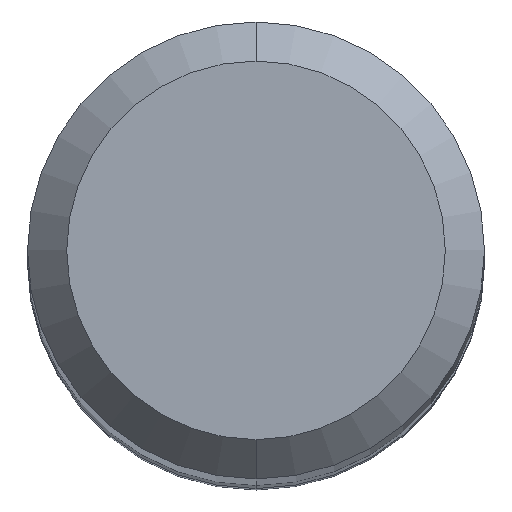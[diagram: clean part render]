
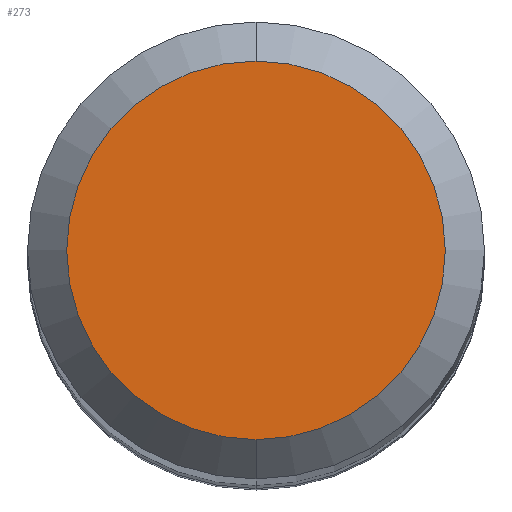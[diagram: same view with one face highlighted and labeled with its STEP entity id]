
A CAD part, top view. The second image highlights one B-rep face of the part: STEP entity #273.
In plain terms, the highlighted planar face has unit normal (0, 0, 1).
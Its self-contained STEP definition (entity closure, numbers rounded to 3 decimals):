
#155=VERTEX_POINT('',#387);
#175=EDGE_CURVE('',#261,#155,#411,.T.);
#219=EDGE_CURVE('',#155,#261,#457,.T.);
#261=VERTEX_POINT('',#504);
#273=ADVANCED_FACE('',(#517),#518,.T.);
#387=CARTESIAN_POINT('',(0.0,1.45,0.0));
#411=CIRCLE('',#677,1.45);
#457=CIRCLE('',#742,1.45);
#504=CARTESIAN_POINT('',(0.,-1.45,0.0));
#517=FACE_OUTER_BOUND('',#817,.T.);
#518=PLANE('',#818);
#677=AXIS2_PLACEMENT_3D('',#985,#986,#987);
#742=AXIS2_PLACEMENT_3D('',#1037,#1038,#1039);
#817=EDGE_LOOP('',(#1107,#1108));
#818=AXIS2_PLACEMENT_3D('',#1109,#1110,#1111);
#985=CARTESIAN_POINT('',(0.0,0.0,0.0));
#986=DIRECTION('',(0.0,0.0,-1.0));
#987=DIRECTION('',(0.0,1.0,0.0));
#1037=CARTESIAN_POINT('',(0.0,0.0,0.0));
#1038=DIRECTION('',(0.0,0.0,-1.0));
#1039=DIRECTION('',(0.0,1.0,0.0));
#1107=ORIENTED_EDGE('',*,*,#219,.F.);
#1108=ORIENTED_EDGE('',*,*,#175,.F.);
#1109=CARTESIAN_POINT('',(0.0,0.725,0.0));
#1110=DIRECTION('',(-0.0,0.0,1.0));
#1111=DIRECTION('',(0.0,-1.0,0.0));
